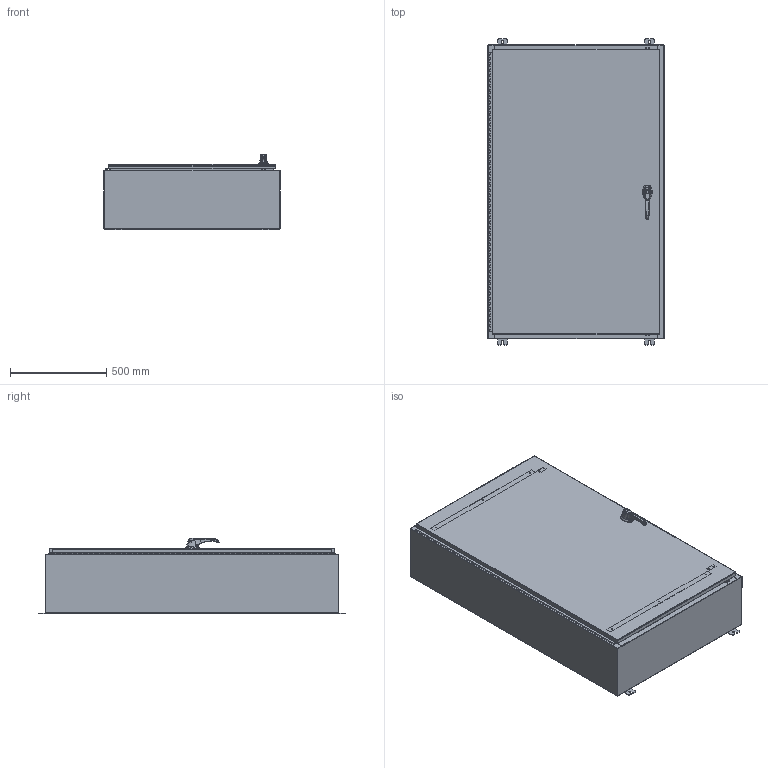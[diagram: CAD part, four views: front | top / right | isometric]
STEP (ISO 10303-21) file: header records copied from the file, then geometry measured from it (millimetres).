
FILE_DESCRIPTION (( 'STEP AP203' ), '1' );
FILE_NAME ('N60H3612SSWP3PT.STEP', '2014-02-03T16:15:12', ( 'changeme' ), ( 'Microsoft' ), 'SwSTEP 2.0', 'SolidWorks 2013', '' );
FILE_SCHEMA (( 'CONFIG_CONTROL_DESIGN' ));
Length unit declared in the file: inch
Products named in the file (29): N60H3612SSWP3PT Cover; 00005309_G26103101; 26161102; N60H3612SSWP3PT Backpanel; N60H3612SSWP3PT Body; 2616310101; 297026; N60H3612SSWP3PT Mounting Studs; N60H3612SSWP3PT Bottom; 00005310_26163101; 21130102; N60H3612SSWP3PT Hinge Enclosure Side2; N60H3612SSWP3PT Top; 022151; 00005090; N60H3612SSWP3PT Hinge Cover Side; N60H3612SSWP3PT; N60H3612SSWP3PT 263033_Industrilas; g26103103_26163303; N60H3612SSWP3PT 125 Pin Hinge; N60H3612SSWP3PT Defeater Handle - 3 - 2500-51 ZN; 033060_032151; N60H3612SSWP3PT Mounting Feet; NMP-SS-RODGUIDES; 297025; N60H3612SSWP3PT Enclosure Stiffener; N60H3612SSWP3PT Defeater Handle Rod; 012103_012102; N60H3612SSWP3PT Defeater Handle Stiffener
Assembly tree (43 placements, depth 4):
  N60H3612SSWP3PT
    N60H3612SSWP3PT Backpanel
    N60H3612SSWP3PT Mounting Studs  x8
    N60H3612SSWP3PT 125 Pin Hinge
      N60H3612SSWP3PT Hinge Enclosure Side2
      N60H3612SSWP3PT Hinge Cover Side
    N60H3612SSWP3PT Mounting Feet  x4
    N60H3612SSWP3PT Enclosure Stiffener  x2
    N60H3612SSWP3PT Defeater Handle Stiffener  x2
    N60H3612SSWP3PT 263033_Industrilas
      26161102
      297026
      21130102
      00005090
      g26103103_26163303
      033060_032151  x2
      297025
      012103_012102
      00005310_26163101
        00005309_G26103101
        2616310101
      022151
    N60H3612SSWP3PT Defeater Handle - 3 - 2500-51 ZN
    NMP-SS-RODGUIDES  x2
    N60H3612SSWP3PT Defeater Handle Rod  x2
    N60H3612SSWP3PT Cover
    N60H3612SSWP3PT Body
    N60H3612SSWP3PT Bottom
    N60H3612SSWP3PT Top
Bounding box: 914.4 x 1587.5 x 393.57 mm (x, y, z)
Volume: 13081785.3 mm3; surface area: 12786918.5 mm2
Topology: 39 solids, 41 shells, 3512 faces, 8844 edges, 5444 vertices
Faces by surface type: plane 1417, cylinder 1401, bspline 329, cone 301, torus 64
Entity records: 141762 total; most frequent: CARTESIAN_POINT 63256, ORIENTED_EDGE 16226, DIRECTION 15027, EDGE_CURVE 8114, AXIS2_PLACEMENT_3D 5428, VERTEX_POINT 5010, VECTOR 4171, LINE 4171
